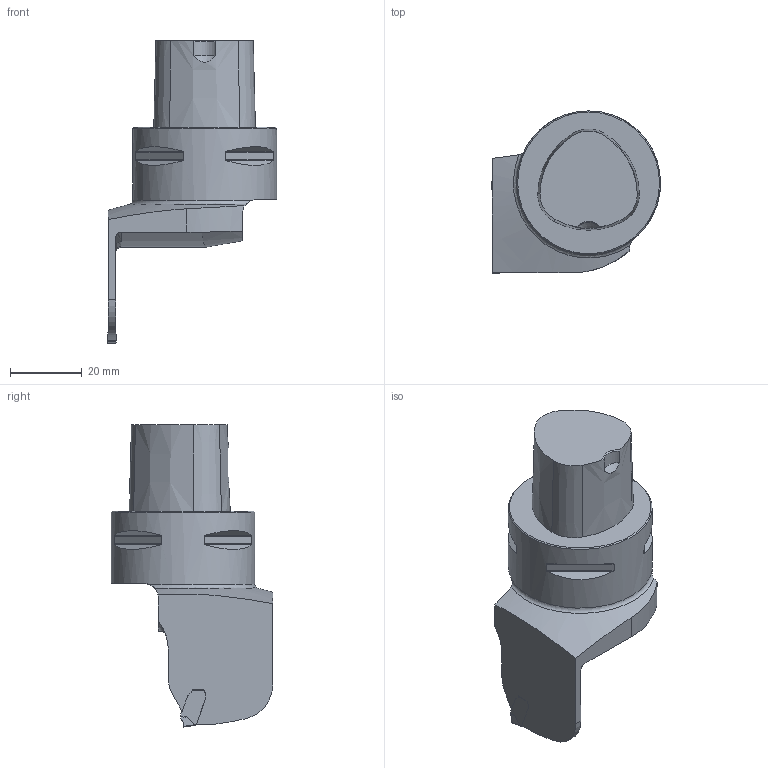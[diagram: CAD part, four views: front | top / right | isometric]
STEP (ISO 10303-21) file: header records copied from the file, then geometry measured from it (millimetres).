
FILE_DESCRIPTION(/* description */ (''),/* implementation_level */ '2;1');
FILE_NAME(/* name */ 'toolassembly_1.stp',/* time_stamp */ '2019-12-23T09:12:50+01:00',/* author */ (''),/* organization */ ('SMS'),/* preprocessor_version */ 'ST-DEVELOPER v16.7',/* originating_system */ 'SIEMENS PLM Software NX 12.0',/* authorisation */ '');
FILE_SCHEMA (('AUTOMOTIVE_DESIGN { 1 0 10303 214 3 1 1 1 }'));
Length unit declared in the file: millimetre
Products named in the file (4): ASSEMBLY_CONSTRUCTION; CUT_20191223091225; NOCUT_20191223091136; TOOLASSEMBLY_1
Assembly tree (3 placements, depth 2):
  TOOLASSEMBLY_1
    NOCUT_20191223091136
    CUT_20191223091225
    ASSEMBLY_CONSTRUCTION
Bounding box: 47 x 45 x 84 mm (x, y, z)
Volume: 53378 mm3; surface area: 10894.5 mm2
Topology: 2 solids, 2 shells, 119 faces, 322 edges, 220 vertices
Faces by surface type: plane 52, cylinder 43, cone 10, extrusion 9, torus 3, bspline 2
Full cylindrical faces by diameter (mm): 40 x1
Entity records: 4679 total; most frequent: CARTESIAN_POINT 1528, ORIENTED_EDGE 636, DIRECTION 614, EDGE_CURVE 318, AXIS2_PLACEMENT_3D 224, VERTEX_POINT 210, VECTOR 166, LINE 157
